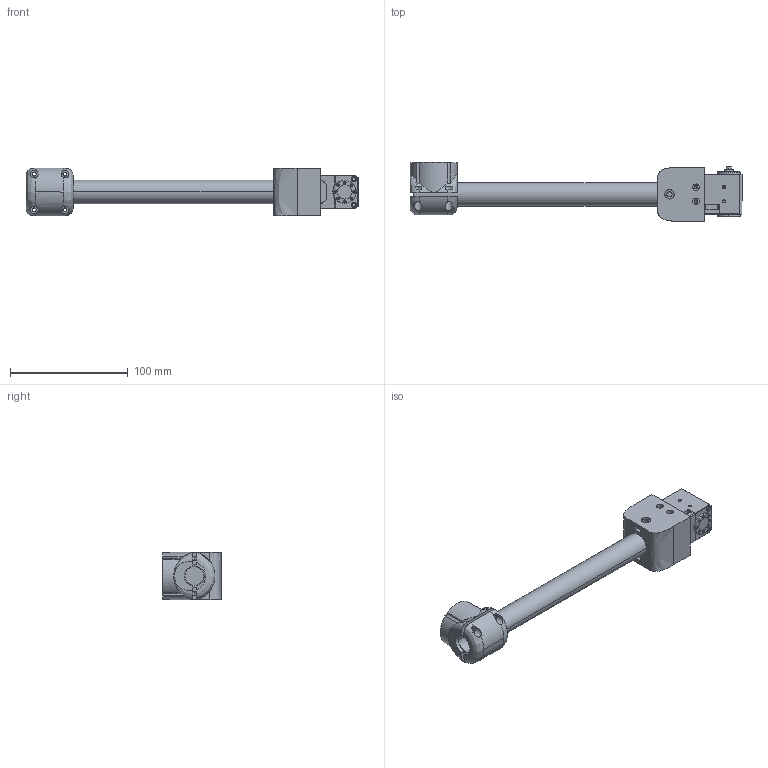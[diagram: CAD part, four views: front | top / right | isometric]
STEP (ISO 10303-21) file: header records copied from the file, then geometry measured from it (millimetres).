
FILE_DESCRIPTION (( 'STEP AP214' ), '1' );
FILE_NAME ('elbow_pitch_link.STEP', '2022-10-17T11:03:28', ( '' ), ( '' ), 'SwSTEP 2.0', 'SolidWorks 2021', '' );
FILE_SCHEMA (( 'AUTOMOTIVE_DESIGN' ));
Length unit declared in the file: millimetre
Products named in the file (6): Motor_to_Link_20mm_v2; Link2_carbon_20x16x227mm; elbow_pitch_link; XM,H-430_idler; ElbowLink; Link2_WristSupport_v3_20mm
Assembly tree (5 placements, depth 3):
  elbow_pitch_link
    ElbowLink
      Link2_carbon_20x16x227mm
      XM,H-430_idler
      Link2_WristSupport_v3_20mm
      Motor_to_Link_20mm_v2
Bounding box: 281.5 x 50 x 40 mm (x, y, z)
Volume: 153917 mm3; surface area: 67162.3 mm2
Topology: 22 solids, 22 shells, 1006 faces, 2481 edges, 1565 vertices
Faces by surface type: plane 411, cylinder 333, cone 244, bspline 14, torus 4
Entity records: 44774 total; most frequent: CARTESIAN_POINT 9078, DIRECTION 5231, ORIENTED_EDGE 4886, EDGE_CURVE 2443, AXIS2_PLACEMENT_3D 1951, VERTEX_POINT 1565, VECTOR 1329, LINE 1329
